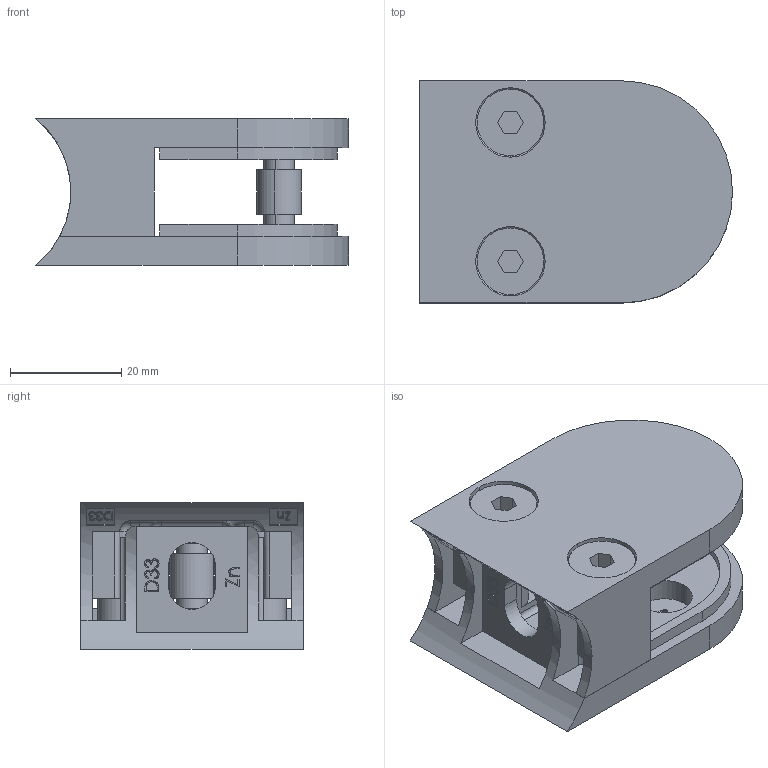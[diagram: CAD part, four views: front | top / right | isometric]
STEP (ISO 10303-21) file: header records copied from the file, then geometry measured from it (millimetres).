
FILE_DESCRIPTION (( 'STEP AP214' ), '1' );
FILE_NAME ('ZN_2000-033.STEP', '2022-11-22T08:58:52', ( '' ), ( '' ), 'SwSTEP 2.0', 'SolidWorks 2019', '' );
FILE_SCHEMA (( 'AUTOMOTIVE_DESIGN' ));
Length unit declared in the file: millimetre
Products named in the file (7): ZN_2000-033; ZN_2000-033.P2; Skrutka DIN 7991_Skrutka M 6x 16; ZN_2000-033.P31; ZN_2000-033.P3_skupina; ZN_2000-033.P1; ZN_2000-033.P32
Assembly tree (7 placements, depth 3):
  ZN_2000-033
    ZN_2000-033.P1
    ZN_2000-033.P2
    Skrutka DIN 7991_Skrutka M 6x 16  x2
    ZN_2000-033.P3_skupina
      ZN_2000-033.P31
      ZN_2000-033.P32
Bounding box: 56.38 x 40 x 26.4 mm (x, y, z)
Volume: 25263 mm3; surface area: 17192.1 mm2
Topology: 6 solids, 6 shells, 426 faces, 1084 edges, 690 vertices
Faces by surface type: plane 192, bspline 100, cylinder 98, cone 24, sphere 10, torus 2
Entity records: 18082 total; most frequent: CARTESIAN_POINT 8404, ORIENTED_EDGE 2068, DIRECTION 1684, EDGE_CURVE 1034, VERTEX_POINT 668, VECTOR 616, LINE 616, AXIS2_PLACEMENT_3D 534
